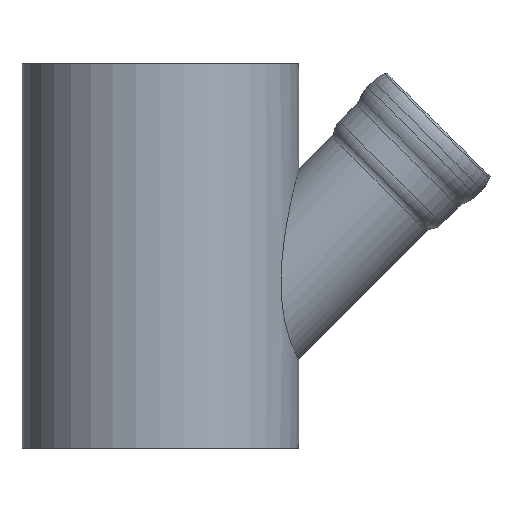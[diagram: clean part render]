
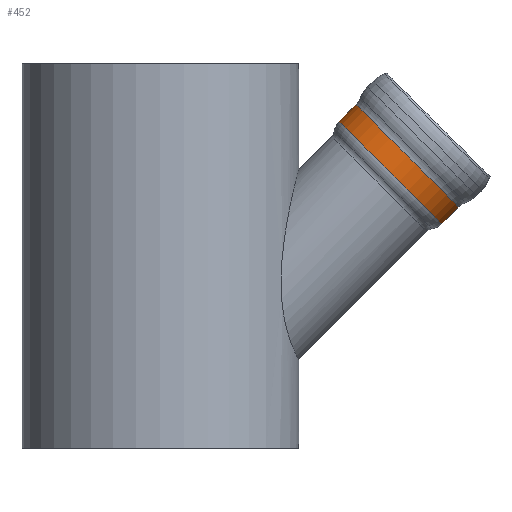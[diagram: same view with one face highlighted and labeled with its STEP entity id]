
A CAD part, front view. The second image highlights one B-rep face of the part: STEP entity #452.
In plain terms, the highlighted cylindrical face has radius 715 mm (diameter 1430 mm), a full revolution.
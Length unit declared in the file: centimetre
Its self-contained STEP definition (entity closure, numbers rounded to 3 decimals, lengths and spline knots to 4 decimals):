
#80=CIRCLE('',#517,71.5);
#81=CIRCLE('',#518,71.5);
#83=CIRCLE('',#521,71.5);
#84=CIRCLE('',#522,71.5);
#108=FACE_OUTER_BOUND('',#135,.T.);
#135=EDGE_LOOP('',(#398,#399,#400,#401,#402,#403));
#154=LINE('',#1067,#170);
#170=VECTOR('',#667,71.5);
#217=VERTEX_POINT('',#1058);
#218=VERTEX_POINT('',#1059);
#219=VERTEX_POINT('',#1064);
#220=VERTEX_POINT('',#1065);
#278=EDGE_CURVE('',#217,#218,#80,.T.);
#279=EDGE_CURVE('',#218,#217,#81,.T.);
#281=EDGE_CURVE('',#219,#220,#83,.T.);
#282=EDGE_CURVE('',#219,#217,#154,.T.);
#283=EDGE_CURVE('',#220,#219,#84,.T.);
#398=ORIENTED_EDGE('',*,*,#281,.F.);
#399=ORIENTED_EDGE('',*,*,#282,.T.);
#400=ORIENTED_EDGE('',*,*,#278,.T.);
#401=ORIENTED_EDGE('',*,*,#279,.T.);
#402=ORIENTED_EDGE('',*,*,#282,.F.);
#403=ORIENTED_EDGE('',*,*,#283,.F.);
#428=CYLINDRICAL_SURFACE('',#520,71.5);
#452=ADVANCED_FACE('',(#108),#428,.T.);
#517=AXIS2_PLACEMENT_3D('',#1060,#657,#658);
#518=AXIS2_PLACEMENT_3D('',#1061,#659,#660);
#520=AXIS2_PLACEMENT_3D('',#1063,#663,#664);
#521=AXIS2_PLACEMENT_3D('',#1066,#665,#666);
#522=AXIS2_PLACEMENT_3D('',#1068,#668,#669);
#657=DIRECTION('center_axis',(0.707,0.,0.707));
#658=DIRECTION('ref_axis',(0.707,0.,-0.707));
#659=DIRECTION('center_axis',(0.707,0.,0.707));
#660=DIRECTION('ref_axis',(0.707,0.,-0.707));
#663=DIRECTION('center_axis',(0.707,0.,0.707));
#664=DIRECTION('ref_axis',(0.707,0.,-0.707));
#665=DIRECTION('center_axis',(0.707,0.,0.707));
#666=DIRECTION('ref_axis',(0.707,0.,-0.707));
#667=DIRECTION('',(-0.707,0.,-0.707));
#668=DIRECTION('center_axis',(0.707,0.,0.707));
#669=DIRECTION('ref_axis',(0.707,0.,-0.707));
#1058=CARTESIAN_POINT('',(176.7546,0.,322.8708));
#1059=CARTESIAN_POINT('',(227.3127,71.5,272.3127));
#1060=CARTESIAN_POINT('Origin',(227.3127,0.,272.3127));
#1061=CARTESIAN_POINT('Origin',(227.3127,0.,272.3127));
#1063=CARTESIAN_POINT('Origin',(235.6323,0.,280.6323));
#1064=CARTESIAN_POINT('',(193.3937,0.,339.51));
#1065=CARTESIAN_POINT('',(243.9518,71.5,288.9518));
#1066=CARTESIAN_POINT('Origin',(243.9518,0.,288.9518));
#1067=CARTESIAN_POINT('',(185.0741,0.,331.1904));
#1068=CARTESIAN_POINT('Origin',(243.9518,0.,288.9518));
